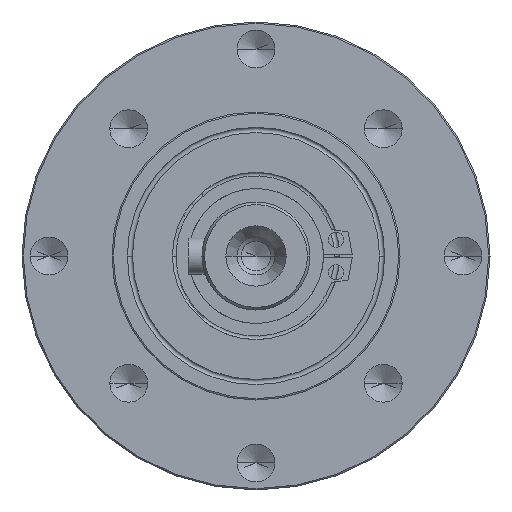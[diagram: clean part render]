
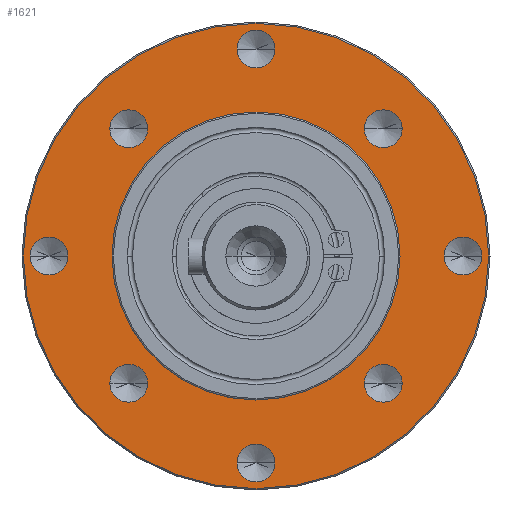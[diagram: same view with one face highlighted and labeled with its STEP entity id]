
A CAD part, left-side view. The second image highlights one B-rep face of the part: STEP entity #1621.
In plain terms, the highlighted planar face has unit normal (-1, 0, 0).
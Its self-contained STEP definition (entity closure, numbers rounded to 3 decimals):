
#182=CARTESIAN_POINT('',(0.,23.,0.));
#183=DIRECTION('',(-1.,0.,0.));
#184=DIRECTION('',(0.,1.,0.));
#185=AXIS2_PLACEMENT_3D('',#182,#183,#184);
#187=CARTESIAN_POINT('',(0.,23.,0.));
#188=DIRECTION('',(-1.,0.,0.));
#189=DIRECTION('',(0.,-1.,0.));
#190=AXIS2_PLACEMENT_3D('',#187,#188,#189);
#192=CARTESIAN_POINT('',(0.,14.142,14.142));
#193=DIRECTION('',(-1.,0.,0.));
#194=DIRECTION('',(0.,1.,0.));
#195=AXIS2_PLACEMENT_3D('',#192,#193,#194);
#197=CARTESIAN_POINT('',(0.,14.142,14.142));
#198=DIRECTION('',(-1.,0.,0.));
#199=DIRECTION('',(0.,-1.,0.));
#200=AXIS2_PLACEMENT_3D('',#197,#198,#199);
#202=CARTESIAN_POINT('',(0.,0.,23.));
#203=DIRECTION('',(-1.,0.,0.));
#204=DIRECTION('',(0.,1.,0.));
#205=AXIS2_PLACEMENT_3D('',#202,#203,#204);
#207=CARTESIAN_POINT('',(0.,0.,23.));
#208=DIRECTION('',(-1.,0.,0.));
#209=DIRECTION('',(0.,-1.,0.));
#210=AXIS2_PLACEMENT_3D('',#207,#208,#209);
#212=CARTESIAN_POINT('',(0.,-14.142,14.142));
#213=DIRECTION('',(-1.,0.,0.));
#214=DIRECTION('',(0.,1.,0.));
#215=AXIS2_PLACEMENT_3D('',#212,#213,#214);
#217=CARTESIAN_POINT('',(0.,-14.142,14.142));
#218=DIRECTION('',(-1.,0.,0.));
#219=DIRECTION('',(0.,-1.,0.));
#220=AXIS2_PLACEMENT_3D('',#217,#218,#219);
#222=CARTESIAN_POINT('',(0.,-23.,0.));
#223=DIRECTION('',(-1.,0.,0.));
#224=DIRECTION('',(0.,1.,0.));
#225=AXIS2_PLACEMENT_3D('',#222,#223,#224);
#227=CARTESIAN_POINT('',(0.,-23.,0.));
#228=DIRECTION('',(-1.,0.,0.));
#229=DIRECTION('',(0.,-1.,0.));
#230=AXIS2_PLACEMENT_3D('',#227,#228,#229);
#232=CARTESIAN_POINT('',(0.,-14.142,-14.142));
#233=DIRECTION('',(-1.,0.,0.));
#234=DIRECTION('',(0.,1.,0.));
#235=AXIS2_PLACEMENT_3D('',#232,#233,#234);
#237=CARTESIAN_POINT('',(0.,-14.142,-14.142));
#238=DIRECTION('',(-1.,0.,0.));
#239=DIRECTION('',(0.,-1.,0.));
#240=AXIS2_PLACEMENT_3D('',#237,#238,#239);
#242=CARTESIAN_POINT('',(0.,0.,-23.));
#243=DIRECTION('',(-1.,0.,0.));
#244=DIRECTION('',(0.,1.,0.));
#245=AXIS2_PLACEMENT_3D('',#242,#243,#244);
#247=CARTESIAN_POINT('',(0.,0.,-23.));
#248=DIRECTION('',(-1.,0.,0.));
#249=DIRECTION('',(0.,-1.,0.));
#250=AXIS2_PLACEMENT_3D('',#247,#248,#249);
#252=CARTESIAN_POINT('',(0.,14.142,-14.142));
#253=DIRECTION('',(-1.,0.,0.));
#254=DIRECTION('',(0.,1.,0.));
#255=AXIS2_PLACEMENT_3D('',#252,#253,#254);
#257=CARTESIAN_POINT('',(0.,14.142,-14.142));
#258=DIRECTION('',(-1.,0.,0.));
#259=DIRECTION('',(0.,-1.,0.));
#260=AXIS2_PLACEMENT_3D('',#257,#258,#259);
#262=CARTESIAN_POINT('',(0.,0.,0.));
#263=DIRECTION('',(-1.,0.,0.));
#264=DIRECTION('',(0.,1.,0.));
#265=AXIS2_PLACEMENT_3D('',#262,#263,#264);
#267=CARTESIAN_POINT('',(0.,0.,0.));
#268=DIRECTION('',(-1.,0.,0.));
#269=DIRECTION('',(0.,-1.,0.));
#270=AXIS2_PLACEMENT_3D('',#267,#268,#269);
#281=CARTESIAN_POINT('',(0.,0.,0.));
#282=DIRECTION('',(-1.,0.,0.));
#283=DIRECTION('',(0.,1.,0.));
#284=AXIS2_PLACEMENT_3D('',#281,#282,#283);
#859=CARTESIAN_POINT('',(0.,0.,0.));
#860=DIRECTION('',(1.,0.,0.));
#861=DIRECTION('',(0.,1.,0.));
#862=AXIS2_PLACEMENT_3D('',#859,#860,#861);
#1114=CARTESIAN_POINT('',(0.,16.,0.));
#1115=CARTESIAN_POINT('',(0.,-16.,0.));
#1116=VERTEX_POINT('',#1114);
#1117=VERTEX_POINT('',#1115);
#1124=CARTESIAN_POINT('',(0.,25.1,0.));
#1125=CARTESIAN_POINT('',(0.,20.9,0.));
#1126=VERTEX_POINT('',#1124);
#1127=VERTEX_POINT('',#1125);
#1134=CARTESIAN_POINT('',(0.,16.242,14.142));
#1135=CARTESIAN_POINT('',(0.,12.042,14.142));
#1136=VERTEX_POINT('',#1134);
#1137=VERTEX_POINT('',#1135);
#1144=CARTESIAN_POINT('',(0.,2.1,23.));
#1145=CARTESIAN_POINT('',(0.,-2.1,23.));
#1146=VERTEX_POINT('',#1144);
#1147=VERTEX_POINT('',#1145);
#1154=CARTESIAN_POINT('',(0.,-12.042,14.142));
#1155=CARTESIAN_POINT('',(0.,-16.242,14.142));
#1156=VERTEX_POINT('',#1154);
#1157=VERTEX_POINT('',#1155);
#1164=CARTESIAN_POINT('',(0.,-20.9,0.));
#1165=CARTESIAN_POINT('',(0.,-25.1,0.));
#1166=VERTEX_POINT('',#1164);
#1167=VERTEX_POINT('',#1165);
#1174=CARTESIAN_POINT('',(0.,-12.042,-14.142));
#1175=CARTESIAN_POINT('',(0.,-16.242,-14.142));
#1176=VERTEX_POINT('',#1174);
#1177=VERTEX_POINT('',#1175);
#1184=CARTESIAN_POINT('',(0.,2.1,-23.));
#1185=CARTESIAN_POINT('',(0.,-2.1,-23.));
#1186=VERTEX_POINT('',#1184);
#1187=VERTEX_POINT('',#1185);
#1194=CARTESIAN_POINT('',(0.,16.242,-14.142));
#1195=CARTESIAN_POINT('',(0.,12.042,-14.142));
#1196=VERTEX_POINT('',#1194);
#1197=VERTEX_POINT('',#1195);
#1277=CARTESIAN_POINT('',(0.,25.85,0.));
#1278=CARTESIAN_POINT('',(0.,-25.85,0.));
#1279=VERTEX_POINT('',#1277);
#1280=VERTEX_POINT('',#1278);
#1557=CARTESIAN_POINT('',(0.,0.,0.));
#1558=DIRECTION('',(1.,0.,0.));
#1559=DIRECTION('',(0.,-1.,0.));
#1560=AXIS2_PLACEMENT_3D('',#1557,#1558,#1559);
#1561=PLANE('',#1560);
#1563=ORIENTED_EDGE('',*,*,#1562,.F.);
#1564=ORIENTED_EDGE('',*,*,#1547,.F.);
#1565=EDGE_LOOP('',(#1563,#1564));
#1566=FACE_OUTER_BOUND('',#1565,.F.);
#1568=ORIENTED_EDGE('',*,*,#1567,.T.);
#1570=ORIENTED_EDGE('',*,*,#1569,.T.);
#1571=EDGE_LOOP('',(#1568,#1570));
#1572=FACE_BOUND('',#1571,.F.);
#1574=ORIENTED_EDGE('',*,*,#1573,.T.);
#1576=ORIENTED_EDGE('',*,*,#1575,.T.);
#1577=EDGE_LOOP('',(#1574,#1576));
#1578=FACE_BOUND('',#1577,.F.);
#1580=ORIENTED_EDGE('',*,*,#1579,.T.);
#1582=ORIENTED_EDGE('',*,*,#1581,.T.);
#1583=EDGE_LOOP('',(#1580,#1582));
#1584=FACE_BOUND('',#1583,.F.);
#1586=ORIENTED_EDGE('',*,*,#1585,.T.);
#1588=ORIENTED_EDGE('',*,*,#1587,.T.);
#1589=EDGE_LOOP('',(#1586,#1588));
#1590=FACE_BOUND('',#1589,.F.);
#1592=ORIENTED_EDGE('',*,*,#1591,.T.);
#1594=ORIENTED_EDGE('',*,*,#1593,.T.);
#1595=EDGE_LOOP('',(#1592,#1594));
#1596=FACE_BOUND('',#1595,.F.);
#1598=ORIENTED_EDGE('',*,*,#1597,.T.);
#1600=ORIENTED_EDGE('',*,*,#1599,.T.);
#1601=EDGE_LOOP('',(#1598,#1600));
#1602=FACE_BOUND('',#1601,.F.);
#1604=ORIENTED_EDGE('',*,*,#1603,.T.);
#1606=ORIENTED_EDGE('',*,*,#1605,.T.);
#1607=EDGE_LOOP('',(#1604,#1606));
#1608=FACE_BOUND('',#1607,.F.);
#1610=ORIENTED_EDGE('',*,*,#1609,.T.);
#1612=ORIENTED_EDGE('',*,*,#1611,.T.);
#1613=EDGE_LOOP('',(#1610,#1612));
#1614=FACE_BOUND('',#1613,.F.);
#1616=ORIENTED_EDGE('',*,*,#1615,.T.);
#1618=ORIENTED_EDGE('',*,*,#1617,.F.);
#1619=EDGE_LOOP('',(#1616,#1618));
#1620=FACE_BOUND('',#1619,.F.);
#1621=ADVANCED_FACE('',(#1566,#1572,#1578,#1584,#1590,#1596,#1602,#1608,#1614,
#1620),#1561,.F.);
#186=CIRCLE('',#185,2.1);
#191=CIRCLE('',#190,2.1);
#196=CIRCLE('',#195,2.1);
#201=CIRCLE('',#200,2.1);
#206=CIRCLE('',#205,2.1);
#211=CIRCLE('',#210,2.1);
#216=CIRCLE('',#215,2.1);
#221=CIRCLE('',#220,2.1);
#226=CIRCLE('',#225,2.1);
#231=CIRCLE('',#230,2.1);
#236=CIRCLE('',#235,2.1);
#241=CIRCLE('',#240,2.1);
#246=CIRCLE('',#245,2.1);
#251=CIRCLE('',#250,2.1);
#256=CIRCLE('',#255,2.1);
#261=CIRCLE('',#260,2.1);
#266=CIRCLE('',#265,25.85);
#271=CIRCLE('',#270,25.85);
#285=CIRCLE('',#284,16.);
#863=CIRCLE('',#862,16.);
#1547=EDGE_CURVE('',#1280,#1279,#271,.T.);
#1562=EDGE_CURVE('',#1279,#1280,#266,.T.);
#1567=EDGE_CURVE('',#1126,#1127,#186,.T.);
#1569=EDGE_CURVE('',#1127,#1126,#191,.T.);
#1573=EDGE_CURVE('',#1136,#1137,#196,.T.);
#1575=EDGE_CURVE('',#1137,#1136,#201,.T.);
#1579=EDGE_CURVE('',#1146,#1147,#206,.T.);
#1581=EDGE_CURVE('',#1147,#1146,#211,.T.);
#1585=EDGE_CURVE('',#1156,#1157,#216,.T.);
#1587=EDGE_CURVE('',#1157,#1156,#221,.T.);
#1591=EDGE_CURVE('',#1166,#1167,#226,.T.);
#1593=EDGE_CURVE('',#1167,#1166,#231,.T.);
#1597=EDGE_CURVE('',#1176,#1177,#236,.T.);
#1599=EDGE_CURVE('',#1177,#1176,#241,.T.);
#1603=EDGE_CURVE('',#1186,#1187,#246,.T.);
#1605=EDGE_CURVE('',#1187,#1186,#251,.T.);
#1609=EDGE_CURVE('',#1196,#1197,#256,.T.);
#1611=EDGE_CURVE('',#1197,#1196,#261,.T.);
#1615=EDGE_CURVE('',#1116,#1117,#285,.T.);
#1617=EDGE_CURVE('',#1116,#1117,#863,.T.);
